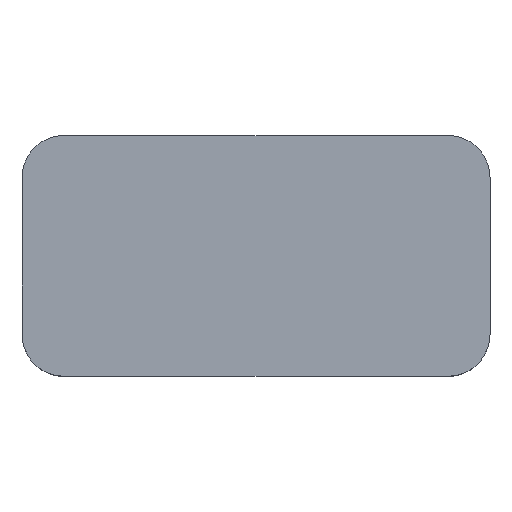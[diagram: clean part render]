
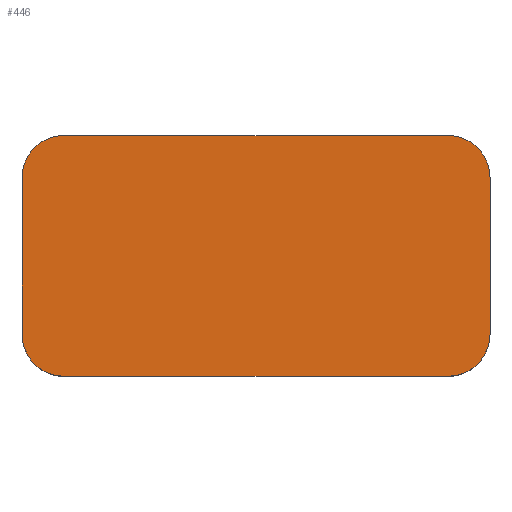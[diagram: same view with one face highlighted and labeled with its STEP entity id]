
A CAD part, top view. The second image highlights one B-rep face of the part: STEP entity #446.
In plain terms, the highlighted planar face has unit normal (0, 0, 1).
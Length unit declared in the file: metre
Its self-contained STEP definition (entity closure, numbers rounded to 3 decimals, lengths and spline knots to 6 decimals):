
#33=CIRCLE('',#498,0.001594);
#34=CIRCLE('',#499,0.001594);
#35=CIRCLE('',#500,0.001594);
#36=CIRCLE('',#501,0.001594);
#115=ORIENTED_EDGE('',*,*,#207,.F.);
#116=ORIENTED_EDGE('',*,*,#208,.T.);
#117=ORIENTED_EDGE('',*,*,#209,.F.);
#118=ORIENTED_EDGE('',*,*,#210,.T.);
#119=ORIENTED_EDGE('',*,*,#211,.T.);
#120=ORIENTED_EDGE('',*,*,#212,.T.);
#121=ORIENTED_EDGE('',*,*,#213,.T.);
#122=ORIENTED_EDGE('',*,*,#214,.T.);
#207=EDGE_CURVE('',#257,#258,#299,.T.);
#208=EDGE_CURVE('',#257,#259,#33,.T.);
#209=EDGE_CURVE('',#260,#259,#300,.T.);
#210=EDGE_CURVE('',#260,#261,#34,.T.);
#211=EDGE_CURVE('',#261,#262,#301,.T.);
#212=EDGE_CURVE('',#262,#263,#35,.T.);
#213=EDGE_CURVE('',#263,#264,#302,.T.);
#214=EDGE_CURVE('',#264,#258,#36,.T.);
#257=VERTEX_POINT('',#742);
#258=VERTEX_POINT('',#743);
#259=VERTEX_POINT('',#745);
#260=VERTEX_POINT('',#747);
#261=VERTEX_POINT('',#749);
#262=VERTEX_POINT('',#751);
#263=VERTEX_POINT('',#753);
#264=VERTEX_POINT('',#755);
#299=LINE('',#741,#343);
#300=LINE('',#746,#344);
#301=LINE('',#750,#345);
#302=LINE('',#754,#346);
#343=VECTOR('',#603,1.);
#344=VECTOR('',#606,1.);
#345=VECTOR('',#609,1.);
#346=VECTOR('',#612,1.);
#371=EDGE_LOOP('',(#115,#116,#117,#118,#119,#120,#121,#122));
#401=FACE_BOUND('',#371,.T.);
#425=PLANE('',#497);
#446=ADVANCED_FACE('',(#401),#425,.T.);
#497=AXIS2_PLACEMENT_3D('',#740,#601,#602);
#498=AXIS2_PLACEMENT_3D('',#744,#604,#605);
#499=AXIS2_PLACEMENT_3D('',#748,#607,#608);
#500=AXIS2_PLACEMENT_3D('',#752,#610,#611);
#501=AXIS2_PLACEMENT_3D('',#756,#613,#614);
#601=DIRECTION('',(0.,0.,1.));
#602=DIRECTION('',(1.,0.,0.));
#603=DIRECTION('',(0.,1.,0.));
#604=DIRECTION('',(0.,0.,1.));
#605=DIRECTION('',(1.,0.,0.));
#606=DIRECTION('',(-1.,0.,0.));
#607=DIRECTION('',(0.,0.,1.));
#608=DIRECTION('',(1.,0.,0.));
#609=DIRECTION('',(0.,1.,0.));
#610=DIRECTION('',(0.,0.,1.));
#611=DIRECTION('',(1.,0.,0.));
#612=DIRECTION('',(-1.,0.,0.));
#613=DIRECTION('',(0.,0.,1.));
#614=DIRECTION('',(1.,0.,0.));
#740=CARTESIAN_POINT('',(0.,0.,0.002692));
#741=CARTESIAN_POINT('',(-0.00889,0.,0.002692));
#742=CARTESIAN_POINT('',(-0.00889,-0.002978,0.002692));
#743=CARTESIAN_POINT('',(-0.00889,0.002978,0.002692));
#744=CARTESIAN_POINT('',(-0.007296,-0.002978,0.002692));
#745=CARTESIAN_POINT('',(-0.007296,-0.004572,0.002692));
#746=CARTESIAN_POINT('',(0.,-0.004572,0.002692));
#747=CARTESIAN_POINT('',(0.007296,-0.004572,0.002692));
#748=CARTESIAN_POINT('',(0.007296,-0.002978,0.002692));
#749=CARTESIAN_POINT('',(0.00889,-0.002978,0.002692));
#750=CARTESIAN_POINT('',(0.00889,0.,0.002692));
#751=CARTESIAN_POINT('',(0.00889,0.002978,0.002692));
#752=CARTESIAN_POINT('',(0.007296,0.002978,0.002692));
#753=CARTESIAN_POINT('',(0.007296,0.004572,0.002692));
#754=CARTESIAN_POINT('',(0.,0.004572,0.002692));
#755=CARTESIAN_POINT('',(-0.007296,0.004572,0.002692));
#756=CARTESIAN_POINT('',(-0.007296,0.002978,0.002692));
